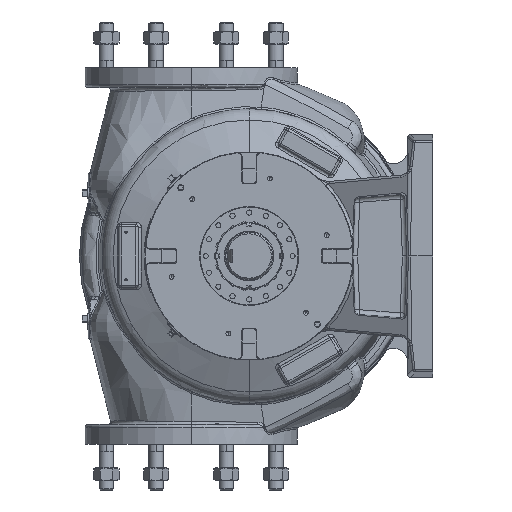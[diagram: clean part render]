
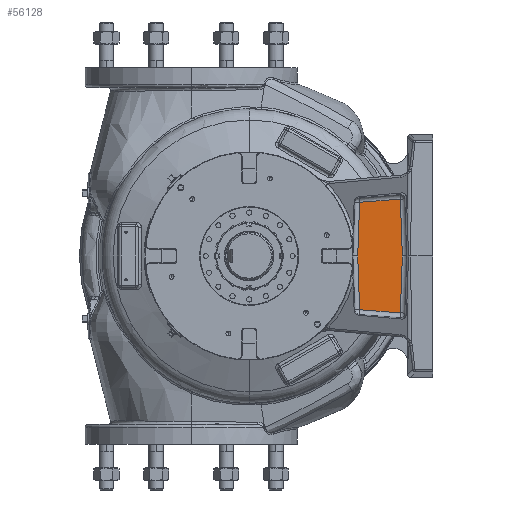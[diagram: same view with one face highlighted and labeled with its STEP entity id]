
A CAD part, left-side view. The second image highlights one B-rep face of the part: STEP entity #56128.
In plain terms, the highlighted planar face has unit normal (-1, 0, 0).
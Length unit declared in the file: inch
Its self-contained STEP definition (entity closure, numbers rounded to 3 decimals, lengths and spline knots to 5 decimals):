
#5345 = VECTOR ( 'NONE', #43031, 39.37008 ) ;
#6377 = DIRECTION ( 'NONE',  ( 0., 0.035, -0.999 ) ) ;
#8680 = VERTEX_POINT ( 'NONE', #85835 ) ;
#10307 = CARTESIAN_POINT ( 'NONE',  ( -26.0625, -7.93526, 0. ) ) ;
#12204 = DIRECTION ( 'NONE',  ( 0., -0.035, -0.999 ) ) ;
#15218 = CARTESIAN_POINT ( 'NONE',  ( -26.0625, -5.50437, -2.76469 ) ) ;
#20825 = ORIENTED_EDGE ( 'NONE', *, *, #69604, .F. ) ;
#21410 = VECTOR ( 'NONE', #12204, 39.37008 ) ;
#30886 = VERTEX_POINT ( 'NONE', #10307 ) ;
#32042 = DIRECTION ( 'NONE',  ( 0., 0., -1. ) ) ;
#37868 = DIRECTION ( 'NONE',  ( 0., 0.035, 0.999 ) ) ;
#41856 = ORIENTED_EDGE ( 'NONE', *, *, #153124, .F. ) ;
#43031 = DIRECTION ( 'NONE',  ( 0., -0.997, 0.078 ) ) ;
#43806 = VECTOR ( 'NONE', #37868, 39.37008 ) ;
#46616 = DIRECTION ( 'NONE',  ( 0., 0.997, 0.078 ) ) ;
#50375 = DIRECTION ( 'NONE',  ( 0., -0.035, 0.999 ) ) ;
#51295 = VERTEX_POINT ( 'NONE', #82879 ) ;
#54674 = VERTEX_POINT ( 'NONE', #187099 ) ;
#56019 = ORIENTED_EDGE ( 'NONE', *, *, #133297, .F. ) ;
#56128 = ADVANCED_FACE ( 'Defeatured_0_484', ( #176954 ), #107308, .F. ) ;
#65555 = EDGE_LOOP ( 'NONE', ( #56019, #20825, #167141, #166163, #41856, #139296 ) ) ;
#66125 = AXIS2_PLACEMENT_3D ( 'NONE', #134961, #119779, #32042 ) ;
#69604 = EDGE_CURVE ( 'Defeatured_0_481+Defeatured_0_484+Defeatured_0_483+Defeatured_0_479', #54674, #8680, #135246, .T. ) ;
#70269 = CARTESIAN_POINT ( 'NONE',  ( -26.0625, -5.62552, 0.00857 ) ) ;
#80835 = LINE ( 'NONE', #154218, #21410 ) ;
#82879 = CARTESIAN_POINT ( 'NONE',  ( -26.0625, -7.83231, 2.94791 ) ) ;
#85835 = CARTESIAN_POINT ( 'NONE',  ( -26.0625, -5.72297, 2.7819 ) ) ;
#104575 = CARTESIAN_POINT ( 'NONE',  ( -26.0625, -7.82336, -3.20439 ) ) ;
#107308 = PLANE ( 'NONE',  #66125 ) ;
#109828 = VECTOR ( 'NONE', #6377, 39.37008 ) ;
#111609 = EDGE_CURVE ( 'Defeatured_0_472+Defeatured_0_484+Defeatured_0_474+Defeatured_0_473', #51295, #30886, #80835, .T. ) ;
#115508 = CARTESIAN_POINT ( 'NONE',  ( -26.0625, -2.33894, 2.51557 ) ) ;
#117197 = EDGE_CURVE ( 'Defeatured_0_483+Defeatured_0_484+Defeatured_0_480+Defeatured_0_481', #159558, #54674, #172237, .T. ) ;
#119779 = DIRECTION ( 'NONE',  ( 1., 0., 0. ) ) ;
#120279 = CARTESIAN_POINT ( 'NONE',  ( -26.0625, -7.83231, -2.94791 ) ) ;
#120599 = VERTEX_POINT ( 'NONE', #120279 ) ;
#120959 = CARTESIAN_POINT ( 'NONE',  ( -26.0625, -4.11601, -43.23548 ) ) ;
#133297 = EDGE_CURVE ( 'Defeatured_0_476+Defeatured_0_484+Defeatured_0_479+Defeatured_0_474', #8680, #51295, #187975, .T. ) ;
#134911 = CARTESIAN_POINT ( 'NONE',  ( -26.0625, -5.72297, -2.7819 ) ) ;
#134961 = CARTESIAN_POINT ( 'NONE',  ( -26.0625, -5.94465, -43.29934 ) ) ;
#135246 = LINE ( 'NONE', #120959, #166563 ) ;
#139296 = ORIENTED_EDGE ( 'NONE', *, *, #111609, .F. ) ;
#153124 = EDGE_CURVE ( 'Defeatured_0_473+Defeatured_0_484+Defeatured_0_472+Defeatured_0_475', #30886, #120599, #177075, .T. ) ;
#154218 = CARTESIAN_POINT ( 'NONE',  ( -26.0625, -9.44304, -43.17717 ) ) ;
#155169 = VECTOR ( 'NONE', #46616, 39.37008 ) ;
#159558 = VERTEX_POINT ( 'NONE', #134911 ) ;
#166163 = ORIENTED_EDGE ( 'NONE', *, *, #182828, .F. ) ;
#166563 = VECTOR ( 'NONE', #50375, 39.37008 ) ;
#167141 = ORIENTED_EDGE ( 'NONE', *, *, #117197, .F. ) ;
#169065 = LINE ( 'NONE', #15218, #155169 ) ;
#172237 = LINE ( 'NONE', #70269, #43806 ) ;
#176954 = FACE_OUTER_BOUND ( 'NONE', #65555, .T. ) ;
#177075 = LINE ( 'NONE', #104575, #109828 ) ;
#182828 = EDGE_CURVE ( 'Defeatured_0_478+Defeatured_0_484+Defeatured_0_475+Defeatured_0_480', #120599, #159558, #169065, .T. ) ;
#187099 = CARTESIAN_POINT ( 'NONE',  ( -26.0625, -5.62582, 0. ) ) ;
#187975 = LINE ( 'NONE', #115508, #5345 ) ;
